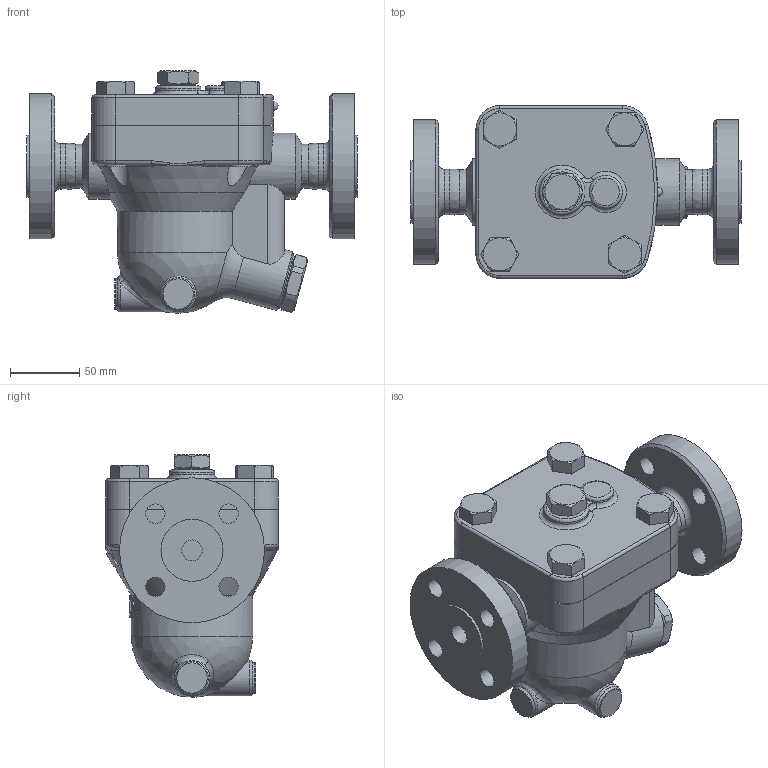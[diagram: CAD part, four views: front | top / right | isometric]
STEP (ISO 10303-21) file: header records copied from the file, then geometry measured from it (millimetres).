
FILE_DESCRIPTION((''),'2;1');
FILE_NAME('j5rhp-015-e0100-00.stp','2011-09-30T10:54:53',('asada'),(''),'Autodesk Inventor 2012','Autodesk Inventor 2012','');
FILE_SCHEMA(('AUTOMOTIVE_DESIGN { 1 0 10303 214 1 1 1 1 }'));
Length unit declared in the file: millimetre
Products named in the file (1): j5rhp-015-e0100-00
Bounding box: 239 x 125 x 175.65 mm (x, y, z)
Volume: 2012020.5 mm3; surface area: 179322.1 mm2
Topology: 1 solids, 1 shells, 287 faces, 710 edges, 448 vertices
Faces by surface type: plane 103, cylinder 78, cone 39, bspline 35, torus 30, sphere 2
Full cylindrical faces by diameter (mm): 14 x8, 15 x2, 16 x8, 18 x4, 21 x1, 22 x2, 24 x1, 26 x1, 32 x2, 33 x1, 38 x1, 44 x1, 45 x2, 48 x2, 80 x1, 105 x2
Entity records: 13595 total; most frequent: CARTESIAN_POINT 7507, ORIENTED_EDGE 1238, DIRECTION 1194, EDGE_CURVE 619, AXIS2_PLACEMENT_3D 515, VERTEX_POINT 423, EDGE_LOOP 400, FACE_OUTER_BOUND 287
